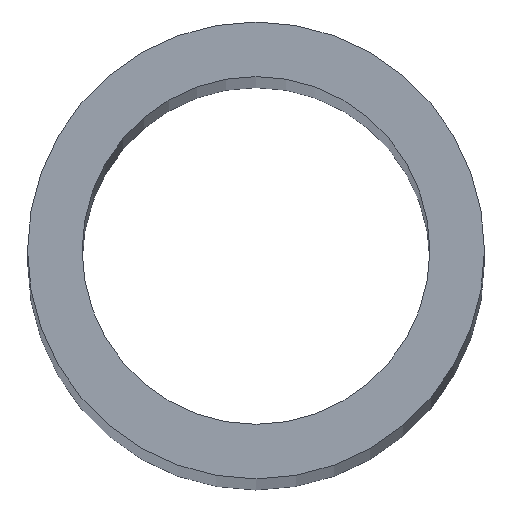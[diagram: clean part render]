
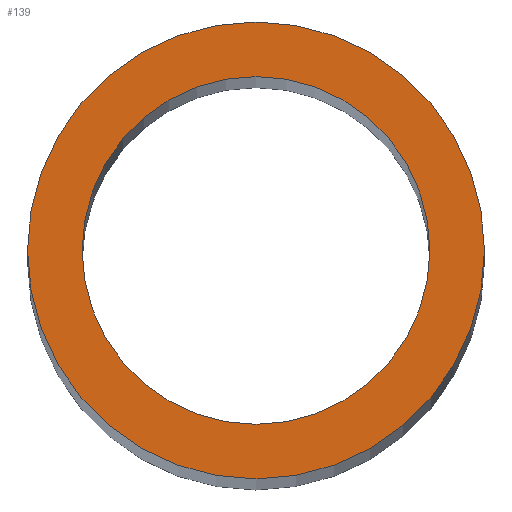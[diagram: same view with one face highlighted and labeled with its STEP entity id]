
A CAD part, top view. The second image highlights one B-rep face of the part: STEP entity #139.
In plain terms, the highlighted planar face has unit normal (0, 0, 1).
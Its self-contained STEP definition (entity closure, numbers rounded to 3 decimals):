
#6 = ORIENTED_EDGE ( 'NONE', *, *, #45, .F. ) ;
#15 = CARTESIAN_POINT ( 'NONE',  ( -6.85, 0., 250. ) ) ;
#28 = EDGE_CURVE ( 'NONE', #102, #29, #183, .T. ) ;
#29 = VERTEX_POINT ( 'NONE', #175 ) ;
#32 = VERTEX_POINT ( 'NONE', #15 ) ;
#33 = CARTESIAN_POINT ( 'NONE',  ( 0., 0., 250. ) ) ;
#35 = FACE_BOUND ( 'NONE', #80, .T. ) ;
#38 = VERTEX_POINT ( 'NONE', #132 ) ;
#45 = EDGE_CURVE ( 'NONE', #38, #32, #163, .T. ) ;
#50 = DIRECTION ( 'NONE',  ( 1., 0., 0. ) ) ;
#56 = AXIS2_PLACEMENT_3D ( 'NONE', #247, #70, #242 ) ;
#60 = AXIS2_PLACEMENT_3D ( 'NONE', #193, #209, #129 ) ;
#70 = DIRECTION ( 'NONE',  ( 0., 0., 1. ) ) ;
#71 = EDGE_CURVE ( 'NONE', #29, #102, #222, .T. ) ;
#80 = EDGE_LOOP ( 'NONE', ( #89, #6 ) ) ;
#89 = ORIENTED_EDGE ( 'NONE', *, *, #162, .F. ) ;
#99 = AXIS2_PLACEMENT_3D ( 'NONE', #205, #125, #128 ) ;
#102 = VERTEX_POINT ( 'NONE', #212 ) ;
#110 = ORIENTED_EDGE ( 'NONE', *, *, #28, .T. ) ;
#125 = DIRECTION ( 'NONE',  ( 0., 0., 1. ) ) ;
#128 = DIRECTION ( 'NONE',  ( 1., 0., 0. ) ) ;
#129 = DIRECTION ( 'NONE',  ( 1., 0., 0. ) ) ;
#132 = CARTESIAN_POINT ( 'NONE',  ( 6.85, 0., 250. ) ) ;
#139 = ADVANCED_FACE ( 'NONE', ( #151, #35 ), #170, .T. ) ;
#150 = DIRECTION ( 'NONE',  ( 1., 0., 0. ) ) ;
#151 = FACE_OUTER_BOUND ( 'NONE', #245, .T. ) ;
#162 = EDGE_CURVE ( 'NONE', #32, #38, #219, .T. ) ;
#163 = CIRCLE ( 'NONE', #99, 6.85 ) ;
#170 = PLANE ( 'NONE',  #60 ) ;
#175 = CARTESIAN_POINT ( 'NONE',  ( 9., 0., 250. ) ) ;
#183 = CIRCLE ( 'NONE', #195, 9. ) ;
#193 = CARTESIAN_POINT ( 'NONE',  ( 0., 0., 250. ) ) ;
#195 = AXIS2_PLACEMENT_3D ( 'NONE', #227, #230, #50 ) ;
#205 = CARTESIAN_POINT ( 'NONE',  ( 0., 0., 250. ) ) ;
#206 = DIRECTION ( 'NONE',  ( 0., 0., 1. ) ) ;
#209 = DIRECTION ( 'NONE',  ( 0., 0., 1. ) ) ;
#212 = CARTESIAN_POINT ( 'NONE',  ( -9., 0., 250. ) ) ;
#219 = CIRCLE ( 'NONE', #249, 6.85 ) ;
#222 = CIRCLE ( 'NONE', #56, 9. ) ;
#225 = ORIENTED_EDGE ( 'NONE', *, *, #71, .T. ) ;
#227 = CARTESIAN_POINT ( 'NONE',  ( 0., 0., 250. ) ) ;
#230 = DIRECTION ( 'NONE',  ( 0., 0., 1. ) ) ;
#242 = DIRECTION ( 'NONE',  ( 1., 0., 0. ) ) ;
#245 = EDGE_LOOP ( 'NONE', ( #110, #225 ) ) ;
#247 = CARTESIAN_POINT ( 'NONE',  ( 0., 0., 250. ) ) ;
#249 = AXIS2_PLACEMENT_3D ( 'NONE', #33, #206, #150 ) ;
